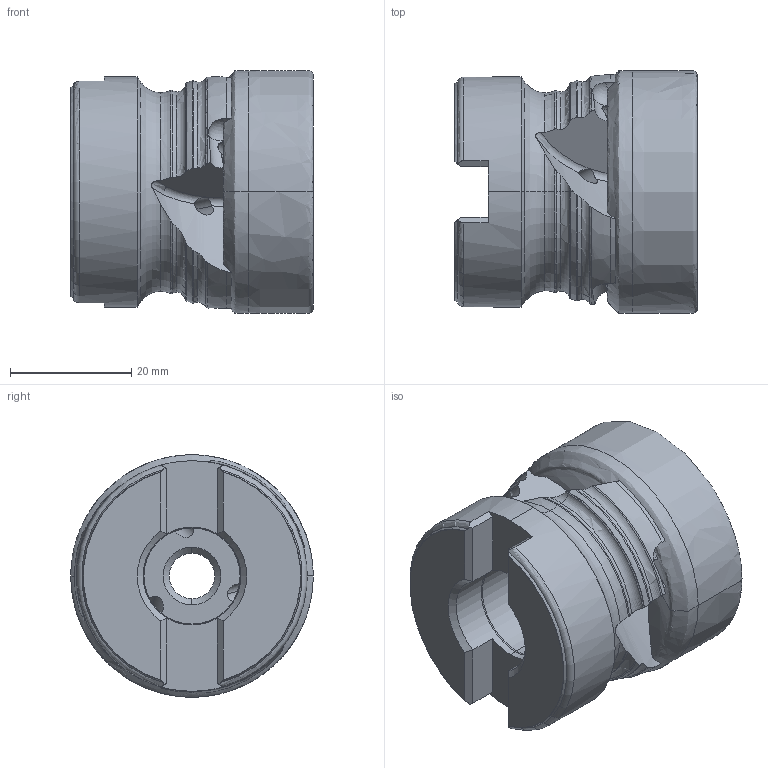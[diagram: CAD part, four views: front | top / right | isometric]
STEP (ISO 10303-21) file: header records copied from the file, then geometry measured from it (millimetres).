
FILE_DESCRIPTION (( 'STEP AP214' ), '1' );
FILE_NAME ('90PP_040_723_3.STEP', '2016-07-20T06:56:26', ( '' ), ( '' ), 'SwSTEP 2.0', 'SolidWorks 2016', '' );
FILE_SCHEMA (( 'AUTOMOTIVE_DESIGN' ));
Length unit declared in the file: millimetre
Products named in the file (1): 90PP_040_723_3
Bounding box: 40.04 x 39.98 x 39.98 mm (x, y, z)
Volume: 34397.9 mm3; surface area: 10667.3 mm2
Topology: 1 solids, 1 shells, 268 faces, 800 edges, 511 vertices
Faces by surface type: cylinder 80, plane 76, torus 61, cone 27, sphere 15, bspline 9
Entity records: 12422 total; most frequent: CARTESIAN_POINT 5745, ORIENTED_EDGE 1564, DIRECTION 1190, EDGE_CURVE 782, VERTEX_POINT 502, AXIS2_PLACEMENT_3D 496, B_SPLINE_CURVE_WITH_KNOTS 299, EDGE_LOOP 274
